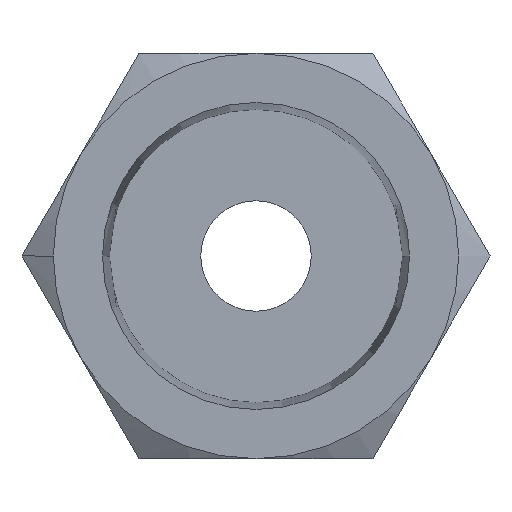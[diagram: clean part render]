
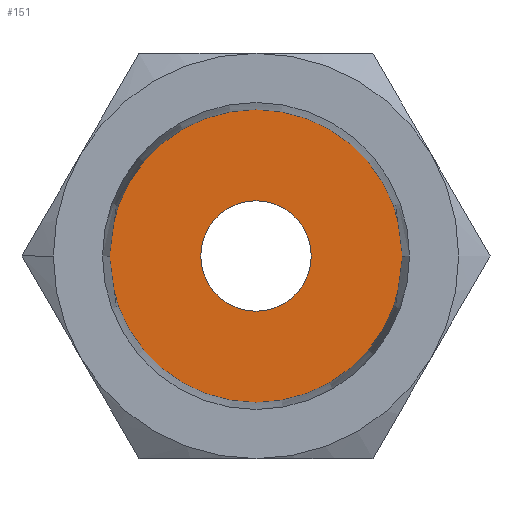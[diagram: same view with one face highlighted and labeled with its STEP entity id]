
A CAD part, front view. The second image highlights one B-rep face of the part: STEP entity #151.
In plain terms, the highlighted planar face has unit normal (0, -1, 0).
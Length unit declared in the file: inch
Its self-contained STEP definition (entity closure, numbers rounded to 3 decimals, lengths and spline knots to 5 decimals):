
#151 = ADVANCED_FACE ( 'NONE', ( #2681, #1919 ), #1525, .T. ) ;
#188 = DIRECTION ( 'NONE',  ( 0., 1., 0. ) ) ;
#340 = ORIENTED_EDGE ( 'NONE', *, *, #2422, .T. ) ;
#356 = EDGE_CURVE ( 'NONE', #2826, #2015, #2448, .T. ) ;
#442 = VERTEX_POINT ( 'NONE', #2996 ) ;
#471 = AXIS2_PLACEMENT_3D ( 'NONE', #558, #544, #532 ) ;
#532 = DIRECTION ( 'NONE',  ( 1., 0., 0. ) ) ;
#544 = DIRECTION ( 'NONE',  ( 0., 1., 0. ) ) ;
#546 = ORIENTED_EDGE ( 'NONE', *, *, #3667, .T. ) ;
#551 = CARTESIAN_POINT ( 'NONE',  ( 0., -0.07874, 0. ) ) ;
#557 = CARTESIAN_POINT ( 'NONE',  ( 0., -0.07874, 0. ) ) ;
#558 = CARTESIAN_POINT ( 'NONE',  ( 0., -0.07874, 0. ) ) ;
#590 = CARTESIAN_POINT ( 'NONE',  ( -0.11806, -0.07874, 0. ) ) ;
#844 = DIRECTION ( 'NONE',  ( 1., 0., 0. ) ) ;
#850 = DIRECTION ( 'NONE',  ( 1., 0., 0. ) ) ;
#1074 = VERTEX_POINT ( 'NONE', #1856 ) ;
#1154 = EDGE_LOOP ( 'NONE', ( #546, #3310 ) ) ;
#1278 = DIRECTION ( 'NONE',  ( 0., 0., -1. ) ) ;
#1323 = DIRECTION ( 'NONE',  ( 0., -1., 0. ) ) ;
#1337 = CARTESIAN_POINT ( 'NONE',  ( 0.21562, -0.07874, 0. ) ) ;
#1460 = EDGE_LOOP ( 'NONE', ( #3135, #340 ) ) ;
#1525 = PLANE ( 'NONE',  #2954 ) ;
#1656 = CIRCLE ( 'NONE', #3031, 0.31318 ) ;
#1782 = CIRCLE ( 'NONE', #3685, 0.31318 ) ;
#1856 = CARTESIAN_POINT ( 'NONE',  ( 0.31318, -0.07874, 0. ) ) ;
#1919 = FACE_OUTER_BOUND ( 'NONE', #1154, .T. ) ;
#2006 = CARTESIAN_POINT ( 'NONE',  ( 0., -0.07874, 0. ) ) ;
#2015 = VERTEX_POINT ( 'NONE', #590 ) ;
#2292 = DIRECTION ( 'NONE',  ( 1., 0., 0. ) ) ;
#2422 = EDGE_CURVE ( 'NONE', #2015, #2826, #3108, .T. ) ;
#2448 = CIRCLE ( 'NONE', #471, 0.11806 ) ;
#2632 = DIRECTION ( 'NONE',  ( 0., -1., 0. ) ) ;
#2636 = CARTESIAN_POINT ( 'NONE',  ( 0.11806, -0.07874, 0. ) ) ;
#2637 = DIRECTION ( 'NONE',  ( 0., -1., 0. ) ) ;
#2681 = FACE_BOUND ( 'NONE', #1460, .T. ) ;
#2826 = VERTEX_POINT ( 'NONE', #2636 ) ;
#2914 = AXIS2_PLACEMENT_3D ( 'NONE', #2006, #188, #2292 ) ;
#2954 = AXIS2_PLACEMENT_3D ( 'NONE', #1337, #1323, #1278 ) ;
#2996 = CARTESIAN_POINT ( 'NONE',  ( -0.31318, -0.07874, 0. ) ) ;
#3031 = AXIS2_PLACEMENT_3D ( 'NONE', #557, #2637, #850 ) ;
#3108 = CIRCLE ( 'NONE', #2914, 0.11806 ) ;
#3135 = ORIENTED_EDGE ( 'NONE', *, *, #356, .T. ) ;
#3153 = EDGE_CURVE ( 'NONE', #442, #1074, #1782, .T. ) ;
#3310 = ORIENTED_EDGE ( 'NONE', *, *, #3153, .T. ) ;
#3667 = EDGE_CURVE ( 'NONE', #1074, #442, #1656, .T. ) ;
#3685 = AXIS2_PLACEMENT_3D ( 'NONE', #551, #2632, #844 ) ;
